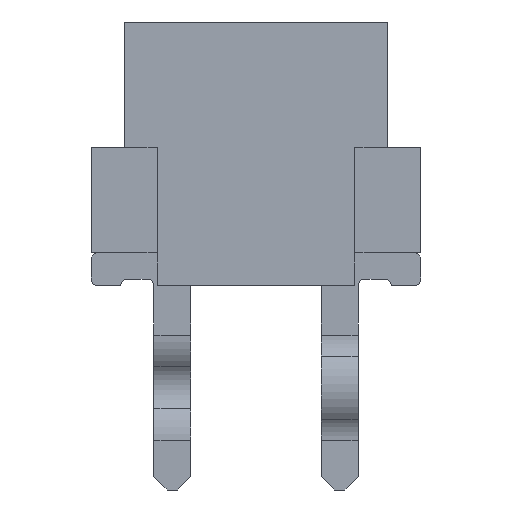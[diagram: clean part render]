
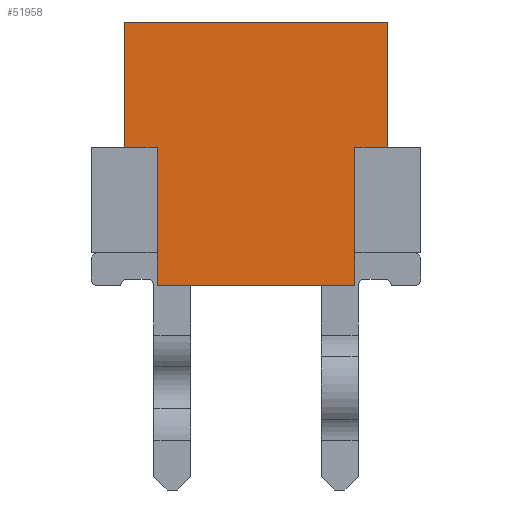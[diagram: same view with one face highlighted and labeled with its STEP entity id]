
A CAD part, front view. The second image highlights one B-rep face of the part: STEP entity #51958.
In plain terms, the highlighted face is planar.
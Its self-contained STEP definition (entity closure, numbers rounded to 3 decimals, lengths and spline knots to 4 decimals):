
#1067=PLANE('',#54939);
#4940=LINE('',#74869,#9508);
#5074=LINE('',#75138,#9642);
#5207=LINE('',#75392,#9775);
#5214=LINE('',#75406,#9782);
#5218=LINE('',#75414,#9786);
#5220=LINE('',#75417,#9788);
#5221=LINE('',#75419,#9789);
#5222=LINE('',#75420,#9790);
#5223=LINE('',#75422,#9791);
#5224=LINE('',#75424,#9792);
#9508=VECTOR('',#63669,1000.);
#9642=VECTOR('',#63869,1000.);
#9775=VECTOR('',#64038,1000.);
#9782=VECTOR('',#64051,1000.);
#9786=VECTOR('',#64057,1000.);
#9788=VECTOR('',#64061,1000.);
#9789=VECTOR('',#64064,1000.);
#9790=VECTOR('',#64065,1000.);
#9791=VECTOR('',#64066,1000.);
#9792=VECTOR('',#64067,1000.);
#19029=ORIENTED_EDGE('',*,*,#26514,.F.);
#19030=ORIENTED_EDGE('',*,*,#26661,.F.);
#19031=ORIENTED_EDGE('',*,*,#26660,.F.);
#19032=ORIENTED_EDGE('',*,*,#26647,.F.);
#19033=ORIENTED_EDGE('',*,*,#26662,.F.);
#19034=ORIENTED_EDGE('',*,*,#26663,.F.);
#19035=ORIENTED_EDGE('',*,*,#26664,.F.);
#19036=ORIENTED_EDGE('',*,*,#26654,.F.);
#19037=ORIENTED_EDGE('',*,*,#26658,.F.);
#19038=ORIENTED_EDGE('',*,*,#26378,.F.);
#26378=EDGE_CURVE('',#30489,#27735,#4940,.T.);
#26514=EDGE_CURVE('',#30583,#30489,#5074,.T.);
#26647=EDGE_CURVE('',#30686,#30687,#5207,.T.);
#26654=EDGE_CURVE('',#30690,#30691,#5214,.T.);
#26658=EDGE_CURVE('',#27735,#30690,#5218,.T.);
#26660=EDGE_CURVE('',#30687,#27866,#5220,.T.);
#26661=EDGE_CURVE('',#27866,#30583,#5221,.T.);
#26662=EDGE_CURVE('',#30694,#30686,#5222,.T.);
#26663=EDGE_CURVE('',#30695,#30694,#5223,.T.);
#26664=EDGE_CURVE('',#30691,#30695,#5224,.T.);
#27735=VERTEX_POINT('',#66417);
#27866=VERTEX_POINT('',#66811);
#30489=VERTEX_POINT('',#74868);
#30583=VERTEX_POINT('',#75137);
#30686=VERTEX_POINT('',#75391);
#30687=VERTEX_POINT('',#75393);
#30690=VERTEX_POINT('',#75405);
#30691=VERTEX_POINT('',#75407);
#30694=VERTEX_POINT('',#75421);
#30695=VERTEX_POINT('',#75423);
#33637=EDGE_LOOP('',(#19029,#19030,#19031,#19032,#19033,#19034,#19035,#19036,
#19037,#19038));
#35675=FACE_BOUND('',#33637,.T.);
#51958=ADVANCED_FACE('',(#35675),#1067,.F.);
#54939=AXIS2_PLACEMENT_3D('',#75418,#64062,#64063);
#63669=DIRECTION('',(0.,0.,1.));
#63869=DIRECTION('',(0.,-1.,0.));
#64038=DIRECTION('',(0.,-1.,0.));
#64051=DIRECTION('',(0.,-1.,0.));
#64057=DIRECTION('',(0.,0.,1.));
#64061=DIRECTION('',(0.,0.,-1.));
#64062=DIRECTION('',(-1.,0.,0.));
#64063=DIRECTION('',(0.,0.,1.));
#64064=DIRECTION('',(0.,0.,-1.));
#64065=DIRECTION('',(0.,0.,-1.));
#64066=DIRECTION('',(0.,1.,0.));
#64067=DIRECTION('',(0.,0.,1.));
#66417=CARTESIAN_POINT('',(15.505,-1.5,-1.6));
#66811=CARTESIAN_POINT('',(15.505,1.5,-1.6));
#74868=CARTESIAN_POINT('',(15.505,-1.5,-2.1));
#74869=CARTESIAN_POINT('',(15.505,-1.5,-2.1));
#75137=CARTESIAN_POINT('',(15.505,1.5,-2.1));
#75138=CARTESIAN_POINT('',(15.505,1.5,-2.1));
#75391=CARTESIAN_POINT('',(15.505,2.,0.));
#75392=CARTESIAN_POINT('',(15.505,2.,0.));
#75393=CARTESIAN_POINT('',(15.505,1.5,0.));
#75405=CARTESIAN_POINT('',(15.505,-1.5,0.));
#75406=CARTESIAN_POINT('',(15.505,-1.5,0.));
#75407=CARTESIAN_POINT('',(15.505,-2.,0.));
#75414=CARTESIAN_POINT('',(15.505,-1.5,-2.1));
#75417=CARTESIAN_POINT('',(15.505,1.5,0.));
#75418=CARTESIAN_POINT('',(15.505,0.,0.));
#75419=CARTESIAN_POINT('',(15.505,1.5,0.));
#75420=CARTESIAN_POINT('',(15.505,2.,1.9));
#75421=CARTESIAN_POINT('',(15.505,2.,1.9));
#75422=CARTESIAN_POINT('',(15.505,-2.,1.9));
#75423=CARTESIAN_POINT('',(15.505,-2.,1.9));
#75424=CARTESIAN_POINT('',(15.505,-2.,0.));
